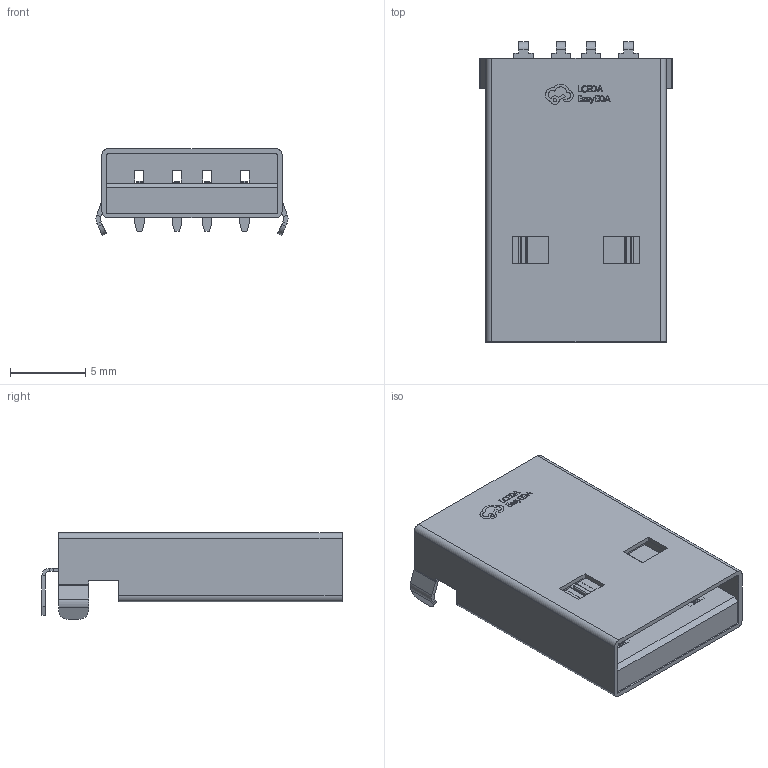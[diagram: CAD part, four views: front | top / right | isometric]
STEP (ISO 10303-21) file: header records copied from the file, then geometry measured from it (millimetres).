
FILE_DESCRIPTION (( 'STEP AP214' ), '1' );
FILE_NAME ('USB-A-TH_48037-0001.step', '2023-07-14T05:51:20', ( '' ), ( '' ), 'SwSTEP 2.0', 'SolidWorks 2020', '' );
FILE_SCHEMA (( 'AUTOMOTIVE_DESIGN' ));
Length unit declared in the file: millimetre
Products named in the file (1): USB-A-TH_48037-0001
Bounding box: 12.8 x 20 x 5.76 mm (x, y, z)
Volume: 741.5 mm3; surface area: 1462.6 mm2
Topology: 1 solids, 1 shells, 504 faces, 1320 edges, 846 vertices
Faces by surface type: plane 324, bspline 98, cylinder 62, torus 20
Entity records: 21390 total; most frequent: CARTESIAN_POINT 3977, ORIENTED_EDGE 2640, DIRECTION 2082, EDGE_CURVE 1320, LINE 972, VECTOR 972, VERTEX_POINT 846, AXIS2_PLACEMENT_3D 555
